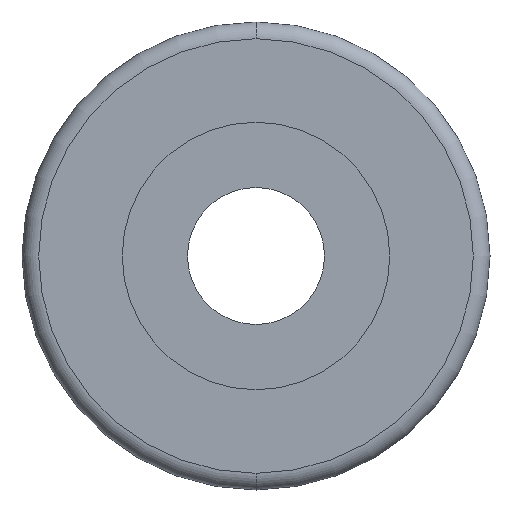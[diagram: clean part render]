
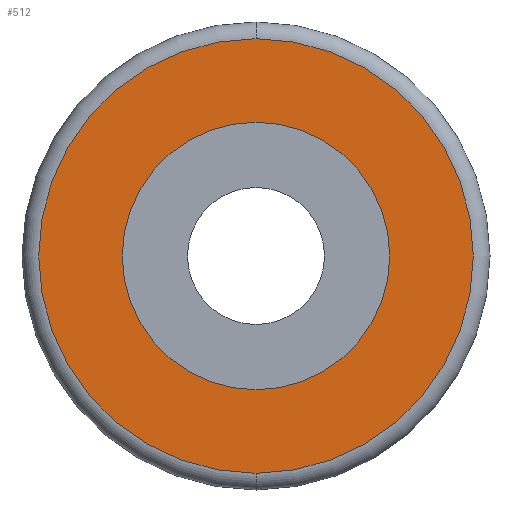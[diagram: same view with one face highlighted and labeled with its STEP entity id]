
A CAD part, front view. The second image highlights one B-rep face of the part: STEP entity #512.
In plain terms, the highlighted planar face has unit normal (0, -1, 0).
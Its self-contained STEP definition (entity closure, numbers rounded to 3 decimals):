
#45 = FACE_BOUND ( 'NONE', #241, .T. ) ;
#48 = DIRECTION ( 'NONE',  ( 0., -1., 0. ) ) ;
#50 = DIRECTION ( 'NONE',  ( 0., 0., -1. ) ) ;
#88 = AXIS2_PLACEMENT_3D ( 'NONE', #295, #48, #50 ) ;
#98 = CARTESIAN_POINT ( 'NONE',  ( 0., -8., 4. ) ) ;
#145 = CARTESIAN_POINT ( 'NONE',  ( 0., -8., 6.5 ) ) ;
#163 = DIRECTION ( 'NONE',  ( 0., 1., 0. ) ) ;
#211 = CIRCLE ( 'NONE', #409, 4. ) ;
#220 = EDGE_CURVE ( 'NONE', #526, #684, #423, .T. ) ;
#241 = EDGE_LOOP ( 'NONE', ( #609, #553 ) ) ;
#256 = FACE_OUTER_BOUND ( 'NONE', #326, .T. ) ;
#295 = CARTESIAN_POINT ( 'NONE',  ( 2.05, -8., 0. ) ) ;
#308 = ORIENTED_EDGE ( 'NONE', *, *, #567, .T. ) ;
#326 = EDGE_LOOP ( 'NONE', ( #506, #308 ) ) ;
#337 = CIRCLE ( 'NONE', #354, 4. ) ;
#347 = DIRECTION ( 'NONE',  ( 0., -1., 0. ) ) ;
#350 = DIRECTION ( 'NONE',  ( 0., 1., 0. ) ) ;
#354 = AXIS2_PLACEMENT_3D ( 'NONE', #666, #350, #728 ) ;
#357 = CARTESIAN_POINT ( 'NONE',  ( 0., -8., 0. ) ) ;
#409 = AXIS2_PLACEMENT_3D ( 'NONE', #508, #163, #561 ) ;
#417 = DIRECTION ( 'NONE',  ( 0., 0., -1. ) ) ;
#423 = CIRCLE ( 'NONE', #458, 6.5 ) ;
#458 = AXIS2_PLACEMENT_3D ( 'NONE', #357, #736, #417 ) ;
#467 = CARTESIAN_POINT ( 'NONE',  ( 0., -8., -4. ) ) ;
#506 = ORIENTED_EDGE ( 'NONE', *, *, #220, .T. ) ;
#508 = CARTESIAN_POINT ( 'NONE',  ( 0., -8., 0. ) ) ;
#512 = ADVANCED_FACE ( 'NONE', ( #256, #45 ), #733, .T. ) ;
#526 = VERTEX_POINT ( 'NONE', #737 ) ;
#537 = EDGE_CURVE ( 'NONE', #589, #568, #211, .T. ) ;
#553 = ORIENTED_EDGE ( 'NONE', *, *, #585, .T. ) ;
#561 = DIRECTION ( 'NONE',  ( 0., 0., 1. ) ) ;
#567 = EDGE_CURVE ( 'NONE', #684, #526, #628, .T. ) ;
#568 = VERTEX_POINT ( 'NONE', #98 ) ;
#585 = EDGE_CURVE ( 'NONE', #568, #589, #337, .T. ) ;
#589 = VERTEX_POINT ( 'NONE', #467 ) ;
#609 = ORIENTED_EDGE ( 'NONE', *, *, #537, .T. ) ;
#628 = CIRCLE ( 'NONE', #735, 6.5 ) ;
#662 = CARTESIAN_POINT ( 'NONE',  ( 0., -8., 0. ) ) ;
#666 = CARTESIAN_POINT ( 'NONE',  ( 0., -8., 0. ) ) ;
#684 = VERTEX_POINT ( 'NONE', #145 ) ;
#726 = DIRECTION ( 'NONE',  ( 0., 0., -1. ) ) ;
#728 = DIRECTION ( 'NONE',  ( 0., 0., 1. ) ) ;
#733 = PLANE ( 'NONE',  #88 ) ;
#735 = AXIS2_PLACEMENT_3D ( 'NONE', #662, #347, #726 ) ;
#736 = DIRECTION ( 'NONE',  ( 0., -1., 0. ) ) ;
#737 = CARTESIAN_POINT ( 'NONE',  ( 0., -8., -6.5 ) ) ;
